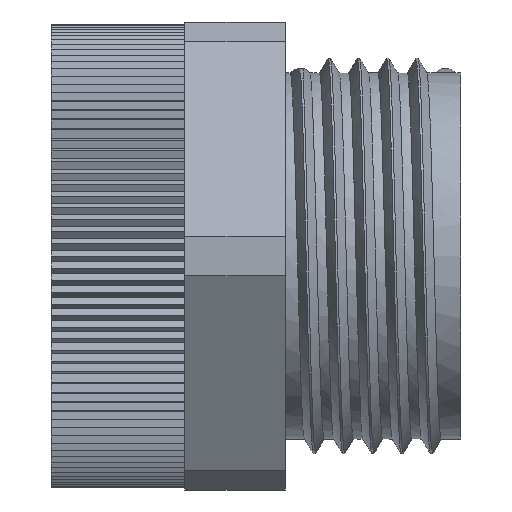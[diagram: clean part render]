
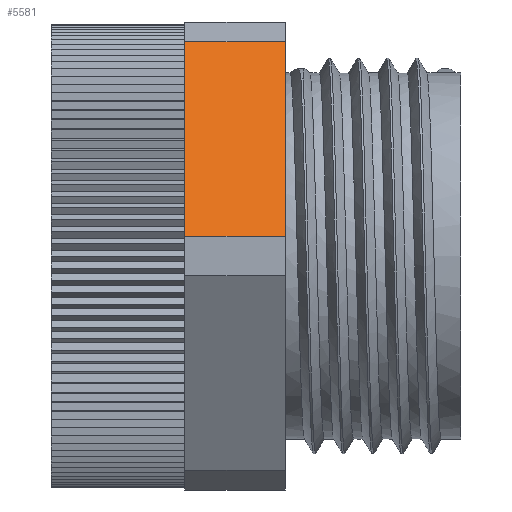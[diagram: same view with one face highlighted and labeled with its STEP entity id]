
A CAD part, front view. The second image highlights one B-rep face of the part: STEP entity #5581.
In plain terms, the highlighted planar face has unit normal (0, -0.866, 0.5).
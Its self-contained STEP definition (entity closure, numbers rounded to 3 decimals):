
#277=PLANE('',#5859);
#550=FACE_OUTER_BOUND('',#823,.T.);
#823=EDGE_LOOP('',(#4748,#4749,#4750,#4751));
#1584=LINE('',#10898,#2349);
#1585=LINE('',#10901,#2350);
#1586=LINE('',#10903,#2351);
#1587=LINE('',#10904,#2352);
#2349=VECTOR('',#7120,10.);
#2350=VECTOR('',#7123,10.);
#2351=VECTOR('',#7124,10.);
#2352=VECTOR('',#7125,10.);
#2907=VERTEX_POINT('',#10892);
#2909=VERTEX_POINT('',#10896);
#2910=VERTEX_POINT('',#10900);
#2911=VERTEX_POINT('',#10902);
#3690=EDGE_CURVE('',#2909,#2907,#1584,.T.);
#3691=EDGE_CURVE('',#2907,#2910,#1585,.T.);
#3692=EDGE_CURVE('',#2911,#2909,#1586,.T.);
#3693=EDGE_CURVE('',#2910,#2911,#1587,.T.);
#4748=ORIENTED_EDGE('',*,*,#3691,.F.);
#4749=ORIENTED_EDGE('',*,*,#3690,.F.);
#4750=ORIENTED_EDGE('',*,*,#3692,.F.);
#4751=ORIENTED_EDGE('',*,*,#3693,.F.);
#5581=ADVANCED_FACE('',(#550),#277,.F.);
#5859=AXIS2_PLACEMENT_3D('',#10899,#7121,#7122);
#7120=DIRECTION('',(-1.,0.,0.));
#7121=DIRECTION('center_axis',(0.,0.866,-0.5));
#7122=DIRECTION('ref_axis',(0.,-0.5,-0.866));
#7123=DIRECTION('',(0.,0.5,0.866));
#7124=DIRECTION('',(0.,-0.5,-0.866));
#7125=DIRECTION('',(1.,0.,0.));
#10892=CARTESIAN_POINT('',(-14.15,-13.271,1.013));
#10896=CARTESIAN_POINT('',(-9.,-13.271,1.013));
#10898=CARTESIAN_POINT('',(-11.575,-13.271,1.013));
#10899=CARTESIAN_POINT('Origin',(-9.,-7.513,10.987));
#10900=CARTESIAN_POINT('',(-14.15,-7.513,10.987));
#10901=CARTESIAN_POINT('',(-14.15,-7.289,11.375));
#10902=CARTESIAN_POINT('',(-9.,-7.513,10.987));
#10903=CARTESIAN_POINT('',(-9.,-7.779,10.526));
#10904=CARTESIAN_POINT('',(-11.575,-7.513,10.987));
